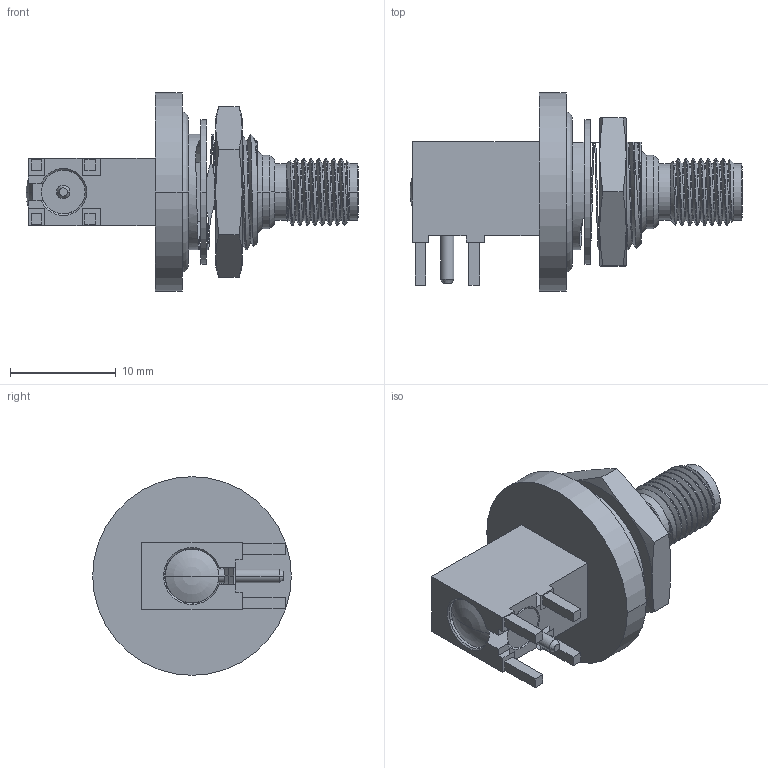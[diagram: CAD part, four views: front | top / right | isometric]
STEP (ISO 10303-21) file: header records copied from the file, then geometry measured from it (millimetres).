
FILE_DESCRIPTION((''),'2;1');
FILE_NAME('901-10385_SW0001','2012-09-26T',('rkarthik'),(''),'PRO/ENGINEER BY PARAMETRIC TECHNOLOGY CORPORATION, 2010280','PRO/ENGINEER BY PARAMETRIC TECHNOLOGY CORPORATION, 2010280','');
FILE_SCHEMA(('CONFIG_CONTROL_DESIGN'));
Length unit declared in the file: millimetre
Products named in the file (1): 901-10385_SW0001
Bounding box: 31.42 x 18.8 x 18.8 mm (x, y, z)
Surface area: 2059.8 mm2 (no closed solid volume)
Topology: 0 solids, 14 shells, 144 faces, 442 edges, 303 vertices
Faces by surface type: plane 46, cylinder 36, cone 32, bspline 24, torus 4, sphere 2
Entity records: 12144 total; most frequent: CARTESIAN_POINT 8512, ORIENTED_EDGE 750, DIRECTION 633, EDGE_CURVE 440, VERTEX_POINT 303, AXIS2_PLACEMENT_3D 222, VECTOR 189, LINE 189
